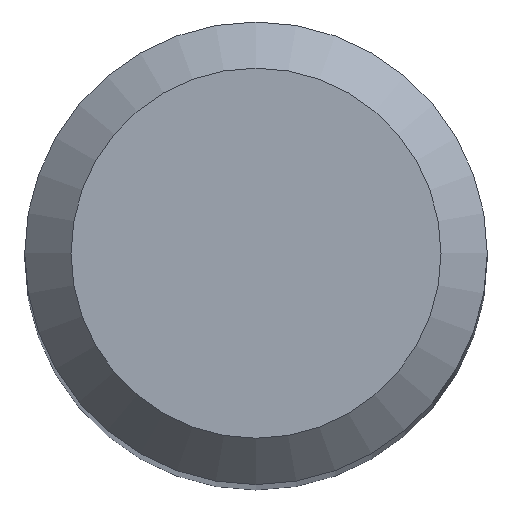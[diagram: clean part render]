
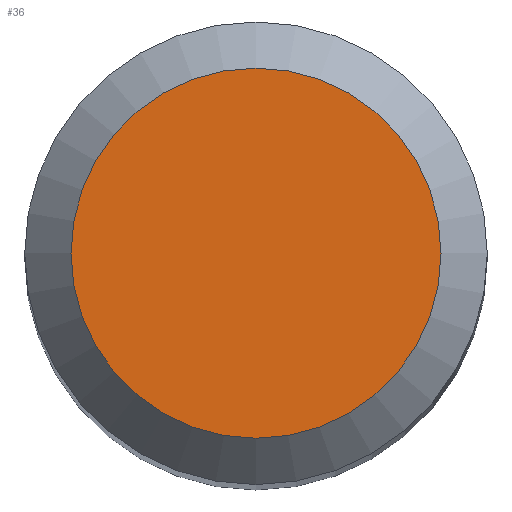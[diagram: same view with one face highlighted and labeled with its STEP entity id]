
A CAD part, top view. The second image highlights one B-rep face of the part: STEP entity #36.
In plain terms, the highlighted planar face has unit normal (0, 0, 1).
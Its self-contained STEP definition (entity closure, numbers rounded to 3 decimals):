
#36 = ADVANCED_FACE ( 'NONE', ( #140 ), #221, .F. ) ;
#42 = DIRECTION ( 'NONE',  ( 0., 0., -1. ) ) ;
#51 = CARTESIAN_POINT ( 'NONE',  ( 0., 0., 102. ) ) ;
#55 = ORIENTED_EDGE ( 'NONE', *, *, #98, .F. ) ;
#98 = EDGE_CURVE ( 'NONE', #228, #228, #225, .T. ) ;
#111 = AXIS2_PLACEMENT_3D ( 'NONE', #51, #202, #230 ) ;
#124 = DIRECTION ( 'NONE',  ( 0., 1., 0. ) ) ;
#140 = FACE_OUTER_BOUND ( 'NONE', #159, .T. ) ;
#148 = CARTESIAN_POINT ( 'NONE',  ( 0., 3.2, 102. ) ) ;
#159 = EDGE_LOOP ( 'NONE', ( #55 ) ) ;
#170 = AXIS2_PLACEMENT_3D ( 'NONE', #220, #42, #124 ) ;
#202 = DIRECTION ( 'NONE',  ( 0., 0., -1. ) ) ;
#220 = CARTESIAN_POINT ( 'NONE',  ( 0., 0., 102. ) ) ;
#221 = PLANE ( 'NONE',  #170 ) ;
#225 = CIRCLE ( 'NONE', #111, 3.2 ) ;
#228 = VERTEX_POINT ( 'NONE', #148 ) ;
#230 = DIRECTION ( 'NONE',  ( 0., 1., 0. ) ) ;
